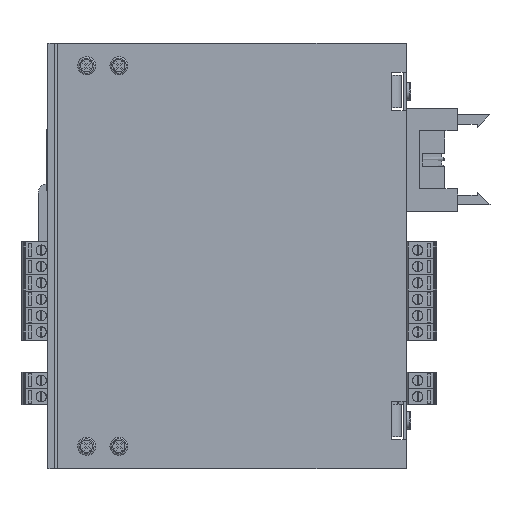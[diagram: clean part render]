
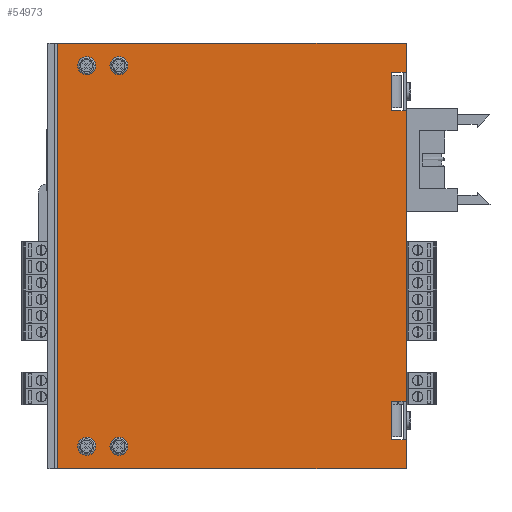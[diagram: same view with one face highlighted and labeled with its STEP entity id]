
A CAD part, left-side view. The second image highlights one B-rep face of the part: STEP entity #54973.
In plain terms, the highlighted planar face has unit normal (-1, 0, 0).
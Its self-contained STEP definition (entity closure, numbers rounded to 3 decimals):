
#502=FACE_BOUND('',#4634,.T.);
#503=FACE_BOUND('',#4635,.T.);
#504=FACE_BOUND('',#4636,.T.);
#505=FACE_BOUND('',#4637,.T.);
#1322=FACE_OUTER_BOUND('',#4633,.T.);
#4633=EDGE_LOOP('',(#37433,#37434,#37435,#37436,#37437,#37438,#37439,#37440,
#37441,#37442,#37443,#37444,#37445,#37446,#37447,#37448));
#4634=EDGE_LOOP('',(#37449,#37450));
#4635=EDGE_LOOP('',(#37451));
#4636=EDGE_LOOP('',(#37452));
#4637=EDGE_LOOP('',(#37453,#37454));
#8284=LINE('',#79647,#15153);
#8295=LINE('',#79674,#15164);
#8302=LINE('',#79712,#15171);
#8305=LINE('',#79719,#15174);
#8310=LINE('',#79737,#15179);
#8313=LINE('',#79744,#15182);
#8318=LINE('',#79753,#15187);
#8322=LINE('',#79760,#15191);
#8324=LINE('',#79765,#15193);
#8328=LINE('',#79772,#15197);
#8332=LINE('',#79779,#15201);
#8334=LINE('',#79784,#15203);
#8340=LINE('',#79794,#15209);
#8342=LINE('',#79797,#15211);
#8343=LINE('',#79799,#15212);
#8344=LINE('',#79800,#15213);
#15153=VECTOR('',#64022,1.);
#15164=VECTOR('',#64049,1.);
#15171=VECTOR('',#64086,1.);
#15174=VECTOR('',#64093,1.);
#15179=VECTOR('',#64108,1.);
#15182=VECTOR('',#64115,1.);
#15187=VECTOR('',#64122,1.);
#15191=VECTOR('',#64128,1.);
#15193=VECTOR('',#64132,1.);
#15197=VECTOR('',#64138,1.);
#15201=VECTOR('',#64144,1.);
#15203=VECTOR('',#64148,1.);
#15209=VECTOR('',#64158,1.);
#15211=VECTOR('',#64162,1.);
#15212=VECTOR('',#64165,1.);
#15213=VECTOR('',#64166,1.);
#21755=CIRCLE('',#58574,1.9);
#21756=CIRCLE('',#58575,1.9);
#21759=CIRCLE('',#58579,1.9);
#21762=CIRCLE('',#58583,1.9);
#21764=CIRCLE('',#58586,1.9);
#21765=CIRCLE('',#58587,1.9);
#23146=VERTEX_POINT('',#79554);
#23147=VERTEX_POINT('',#79556);
#23150=VERTEX_POINT('',#79564);
#23153=VERTEX_POINT('',#79572);
#23155=VERTEX_POINT('',#79578);
#23156=VERTEX_POINT('',#79580);
#23174=VERTEX_POINT('',#79633);
#23179=VERTEX_POINT('',#79645);
#23187=VERTEX_POINT('',#79673);
#23201=VERTEX_POINT('',#79708);
#23203=VERTEX_POINT('',#79711);
#23205=VERTEX_POINT('',#79718);
#23211=VERTEX_POINT('',#79733);
#23213=VERTEX_POINT('',#79736);
#23215=VERTEX_POINT('',#79743);
#23218=VERTEX_POINT('',#79750);
#23220=VERTEX_POINT('',#79758);
#23221=VERTEX_POINT('',#79762);
#23224=VERTEX_POINT('',#79769);
#23226=VERTEX_POINT('',#79777);
#23227=VERTEX_POINT('',#79781);
#23230=VERTEX_POINT('',#79793);
#28537=EDGE_CURVE('',#23147,#23146,#21755,.T.);
#28538=EDGE_CURVE('',#23146,#23147,#21756,.T.);
#28542=EDGE_CURVE('',#23150,#23150,#21759,.T.);
#28546=EDGE_CURVE('',#23153,#23153,#21762,.T.);
#28549=EDGE_CURVE('',#23156,#23155,#21764,.T.);
#28550=EDGE_CURVE('',#23155,#23156,#21765,.T.);
#28582=EDGE_CURVE('',#23179,#23174,#8284,.T.);
#28595=EDGE_CURVE('',#23174,#23187,#8295,.T.);
#28613=EDGE_CURVE('',#23203,#23201,#8302,.T.);
#28617=EDGE_CURVE('',#23205,#23203,#8305,.T.);
#28625=EDGE_CURVE('',#23213,#23211,#8310,.T.);
#28629=EDGE_CURVE('',#23215,#23213,#8313,.T.);
#28634=EDGE_CURVE('',#23218,#23205,#8318,.T.);
#28638=EDGE_CURVE('',#23201,#23220,#8322,.T.);
#28640=EDGE_CURVE('',#23220,#23221,#8324,.T.);
#28644=EDGE_CURVE('',#23224,#23215,#8328,.T.);
#28648=EDGE_CURVE('',#23211,#23226,#8332,.T.);
#28650=EDGE_CURVE('',#23226,#23227,#8334,.T.);
#28656=EDGE_CURVE('',#23230,#23218,#8340,.F.);
#28658=EDGE_CURVE('',#23227,#23187,#8342,.F.);
#28659=EDGE_CURVE('',#23221,#23224,#8343,.F.);
#28660=EDGE_CURVE('',#23230,#23179,#8344,.T.);
#37433=ORIENTED_EDGE('',*,*,#28640,.T.);
#37434=ORIENTED_EDGE('',*,*,#28659,.T.);
#37435=ORIENTED_EDGE('',*,*,#28644,.T.);
#37436=ORIENTED_EDGE('',*,*,#28629,.T.);
#37437=ORIENTED_EDGE('',*,*,#28625,.T.);
#37438=ORIENTED_EDGE('',*,*,#28648,.T.);
#37439=ORIENTED_EDGE('',*,*,#28650,.T.);
#37440=ORIENTED_EDGE('',*,*,#28658,.T.);
#37441=ORIENTED_EDGE('',*,*,#28595,.F.);
#37442=ORIENTED_EDGE('',*,*,#28582,.F.);
#37443=ORIENTED_EDGE('',*,*,#28660,.F.);
#37444=ORIENTED_EDGE('',*,*,#28656,.T.);
#37445=ORIENTED_EDGE('',*,*,#28634,.T.);
#37446=ORIENTED_EDGE('',*,*,#28617,.T.);
#37447=ORIENTED_EDGE('',*,*,#28613,.T.);
#37448=ORIENTED_EDGE('',*,*,#28638,.T.);
#37449=ORIENTED_EDGE('',*,*,#28537,.T.);
#37450=ORIENTED_EDGE('',*,*,#28538,.T.);
#37451=ORIENTED_EDGE('',*,*,#28542,.T.);
#37452=ORIENTED_EDGE('',*,*,#28546,.T.);
#37453=ORIENTED_EDGE('',*,*,#28549,.T.);
#37454=ORIENTED_EDGE('',*,*,#28550,.T.);
#52017=PLANE('',#58649);
#54973=ADVANCED_FACE('',(#1322,#502,#503,#504,#505),#52017,.F.);
#58574=AXIS2_PLACEMENT_3D('',#79557,#63930,#63931);
#58575=AXIS2_PLACEMENT_3D('',#79558,#63932,#63933);
#58579=AXIS2_PLACEMENT_3D('',#79566,#63941,#63942);
#58583=AXIS2_PLACEMENT_3D('',#79574,#63950,#63951);
#58586=AXIS2_PLACEMENT_3D('',#79581,#63957,#63958);
#58587=AXIS2_PLACEMENT_3D('',#79582,#63959,#63960);
#58649=AXIS2_PLACEMENT_3D('',#79798,#64163,#64164);
#63930=DIRECTION('center_axis',(1.,0.,0.));
#63931=DIRECTION('ref_axis',(0.,-1.,0.));
#63932=DIRECTION('center_axis',(1.,0.,0.));
#63933=DIRECTION('ref_axis',(0.,-1.,0.));
#63941=DIRECTION('center_axis',(1.,0.,0.));
#63942=DIRECTION('ref_axis',(0.,-1.,0.));
#63950=DIRECTION('center_axis',(1.,0.,0.));
#63951=DIRECTION('ref_axis',(0.,-1.,0.));
#63957=DIRECTION('center_axis',(1.,0.,0.));
#63958=DIRECTION('ref_axis',(0.,-1.,0.));
#63959=DIRECTION('center_axis',(1.,0.,0.));
#63960=DIRECTION('ref_axis',(0.,-1.,0.));
#64022=DIRECTION('',(0.,0.,1.));
#64049=DIRECTION('',(0.,-1.,0.));
#64086=DIRECTION('',(0.,0.,1.));
#64093=DIRECTION('',(0.,0.,1.));
#64108=DIRECTION('',(0.,0.,1.));
#64115=DIRECTION('',(0.,0.,1.));
#64122=DIRECTION('',(0.,1.,0.));
#64128=DIRECTION('',(0.,0.,1.));
#64132=DIRECTION('',(0.,-1.,0.));
#64138=DIRECTION('',(0.,1.,0.));
#64144=DIRECTION('',(0.,0.,1.));
#64148=DIRECTION('',(0.,-1.,0.));
#64158=DIRECTION('',(0.,0.,-1.));
#64162=DIRECTION('',(0.,0.,-1.));
#64163=DIRECTION('center_axis',(1.,0.,0.));
#64164=DIRECTION('ref_axis',(0.,0.,
1.));
#64165=DIRECTION('',(0.,0.,-1.));
#64166=DIRECTION('',(0.,1.,0.));
#79554=CARTESIAN_POINT('',(1003.932,129.272,-131.372));
#79556=CARTESIAN_POINT('',(1003.932,125.472,-131.372));
#79557=CARTESIAN_POINT('Origin',(1003.932,127.372,-131.372));
#79558=CARTESIAN_POINT('Origin',(1003.932,127.372,-131.372));
#79564=CARTESIAN_POINT('',(1003.932,129.272,-13.372));
#79566=CARTESIAN_POINT('Origin',(1003.932,127.372,-13.372));
#79572=CARTESIAN_POINT('',(1003.932,119.272,-13.372));
#79574=CARTESIAN_POINT('Origin',(1003.932,117.372,-13.372));
#79578=CARTESIAN_POINT('',(1003.932,119.272,-131.372));
#79580=CARTESIAN_POINT('',(1003.932,115.472,-131.372));
#79581=CARTESIAN_POINT('Origin',(1003.932,117.372,-131.372));
#79582=CARTESIAN_POINT('Origin',(1003.932,117.372,-131.372));
#79633=CARTESIAN_POINT('',(1003.932,136.372,-6.372));
#79645=CARTESIAN_POINT('',(1003.932,136.372,-138.372));
#79647=CARTESIAN_POINT('',(1003.932,136.372,-136.372));
#79673=CARTESIAN_POINT('',(1003.932,28.272,-6.372));
#79674=CARTESIAN_POINT('',(1003.932,57.372,-6.372));
#79708=CARTESIAN_POINT('',(1003.932,32.772,-118.372));
#79711=CARTESIAN_POINT('',(1003.932,32.772,-128.372));
#79712=CARTESIAN_POINT('',(1003.932,32.772,-132.872));
#79718=CARTESIAN_POINT('',(1003.932,32.772,-129.372));
#79719=CARTESIAN_POINT('',(1003.932,32.772,-132.872));
#79733=CARTESIAN_POINT('',(1003.932,32.772,-16.372));
#79736=CARTESIAN_POINT('',(1003.932,32.772,-26.372));
#79737=CARTESIAN_POINT('',(1003.932,32.772,-81.872));
#79743=CARTESIAN_POINT('',(1003.932,32.772,-27.372));
#79744=CARTESIAN_POINT('',(1003.932,32.772,-81.872));
#79750=CARTESIAN_POINT('',(1003.932,28.272,-129.372));
#79753=CARTESIAN_POINT('',(1003.932,78.031,-129.372));
#79758=CARTESIAN_POINT('',(1003.932,32.772,-117.372));
#79760=CARTESIAN_POINT('',(1003.932,32.772,-132.872));
#79762=CARTESIAN_POINT('',(1003.932,28.272,-117.372));
#79765=CARTESIAN_POINT('',(1003.932,83.572,-117.372));
#79769=CARTESIAN_POINT('',(1003.932,28.272,-27.372));
#79772=CARTESIAN_POINT('',(1003.932,78.031,-27.372));
#79777=CARTESIAN_POINT('',(1003.932,32.772,-15.372));
#79779=CARTESIAN_POINT('',(1003.932,32.772,-81.872));
#79781=CARTESIAN_POINT('',(1003.932,28.272,-15.372));
#79784=CARTESIAN_POINT('',(1003.932,83.572,-15.372));
#79793=CARTESIAN_POINT('',(1003.932,28.272,-138.372));
#79794=CARTESIAN_POINT('',(1003.932,28.272,-136.372));
#79797=CARTESIAN_POINT('',(1003.932,28.272,-136.372));
#79798=CARTESIAN_POINT('Origin',(1003.932,134.372,-136.372));
#79799=CARTESIAN_POINT('',(1003.932,28.272,-136.372));
#79800=CARTESIAN_POINT('',(1003.932,119.789,-138.372));
